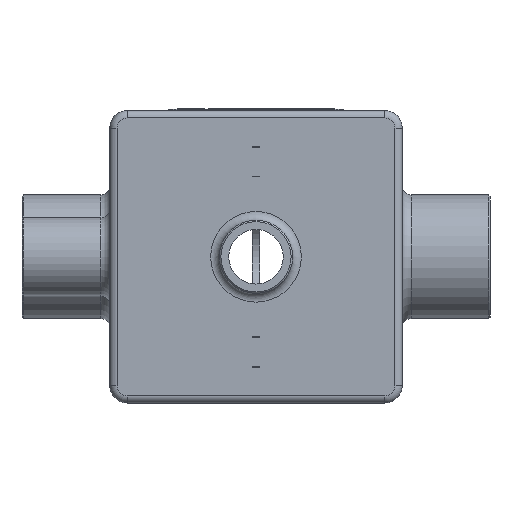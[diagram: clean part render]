
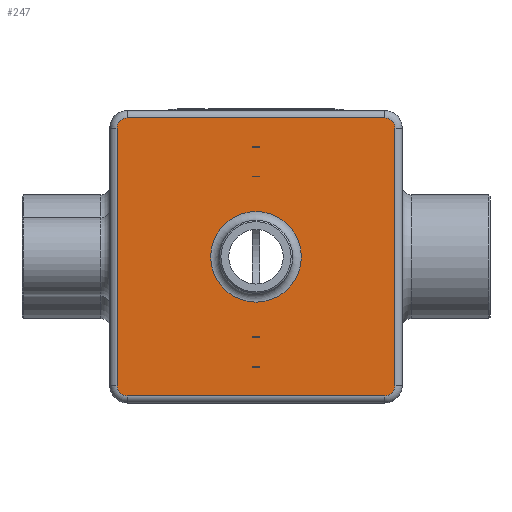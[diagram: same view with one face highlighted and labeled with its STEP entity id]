
A CAD part, front view. The second image highlights one B-rep face of the part: STEP entity #247.
In plain terms, the highlighted planar face has unit normal (0, -1, 0).
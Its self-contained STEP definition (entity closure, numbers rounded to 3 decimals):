
#247=ADVANCED_FACE('',(#5899,#5901,#5903,#5905,#5907,#5909),#5911,.T.);
#5899=FACE_BOUND('',#5900,.T.);
#5900=EDGE_LOOP('',(#12626,#12627,#12628,#12629,#12630,#12631,#12632,#12633));
#5901=FACE_BOUND('',#5902,.T.);
#5902=EDGE_LOOP('',(#12634));
#5903=FACE_BOUND('',#5904,.T.);
#5904=EDGE_LOOP('',(#12635,#12636,#12637,#12638));
#5905=FACE_BOUND('',#5906,.T.);
#5906=EDGE_LOOP('',(#12639,#12640,#12641,#12642));
#5907=FACE_BOUND('',#5908,.T.);
#5908=EDGE_LOOP('',(#12643,#12644,#12645,#12646));
#5909=FACE_BOUND('',#5910,.T.);
#5910=EDGE_LOOP('',(#12647,#12648,#12649,#12650));
#5911=PLANE('',#5912);
#5912=AXIS2_PLACEMENT_3D('',#5913,#5914,#5915);
#5913=CARTESIAN_POINT('',(20.,-3.,0.));
#5914=DIRECTION('',(0.,-1.,0.));
#5915=DIRECTION('',(0.,0.,1.));
#12626=ORIENTED_EDGE('',*,*,#15589,.F.);
#12627=ORIENTED_EDGE('',*,*,#15590,.T.);
#12628=ORIENTED_EDGE('',*,*,#15591,.F.);
#12629=ORIENTED_EDGE('',*,*,#15554,.T.);
#12630=ORIENTED_EDGE('',*,*,#15315,.F.);
#12631=ORIENTED_EDGE('',*,*,#15588,.T.);
#12632=ORIENTED_EDGE('',*,*,#15592,.F.);
#12633=ORIENTED_EDGE('',*,*,#15593,.T.);
#12634=ORIENTED_EDGE('',*,*,#15594,.F.);
#12635=ORIENTED_EDGE('',*,*,#15595,.T.);
#12636=ORIENTED_EDGE('',*,*,#15596,.T.);
#12637=ORIENTED_EDGE('',*,*,#15597,.T.);
#12638=ORIENTED_EDGE('',*,*,#15598,.F.);
#12639=ORIENTED_EDGE('',*,*,#15599,.T.);
#12640=ORIENTED_EDGE('',*,*,#15600,.T.);
#12641=ORIENTED_EDGE('',*,*,#15601,.F.);
#12642=ORIENTED_EDGE('',*,*,#15602,.T.);
#12643=ORIENTED_EDGE('',*,*,#15603,.T.);
#12644=ORIENTED_EDGE('',*,*,#15604,.T.);
#12645=ORIENTED_EDGE('',*,*,#15605,.T.);
#12646=ORIENTED_EDGE('',*,*,#15606,.F.);
#12647=ORIENTED_EDGE('',*,*,#15607,.T.);
#12648=ORIENTED_EDGE('',*,*,#15608,.T.);
#12649=ORIENTED_EDGE('',*,*,#15609,.F.);
#12650=ORIENTED_EDGE('',*,*,#15610,.T.);
#15315=EDGE_CURVE('',#16843,#16844,#16845,.F.);
#15554=EDGE_CURVE('',#17318,#16844,#17319,.T.);
#15588=EDGE_CURVE('',#16843,#17380,#17382,.T.);
#15589=EDGE_CURVE('',#17383,#17384,#17385,.F.);
#15590=EDGE_CURVE('',#17383,#17386,#17387,.T.);
#15591=EDGE_CURVE('',#17318,#17386,#17388,.F.);
#15592=EDGE_CURVE('',#17389,#17380,#17390,.F.);
#15593=EDGE_CURVE('',#17389,#17384,#17391,.T.);
#15594=EDGE_CURVE('',#17392,#17392,#17393,.T.);
#15595=EDGE_CURVE('',#17394,#17395,#17396,.F.);
#15596=EDGE_CURVE('',#17395,#17397,#17398,.F.);
#15597=EDGE_CURVE('',#17397,#17399,#17400,.F.);
#15598=EDGE_CURVE('',#17394,#17399,#17401,.F.);
#15599=EDGE_CURVE('',#17402,#17403,#17404,.F.);
#15600=EDGE_CURVE('',#17403,#17405,#17406,.F.);
#15601=EDGE_CURVE('',#17407,#17405,#17408,.F.);
#15602=EDGE_CURVE('',#17407,#17402,#17409,.F.);
#15603=EDGE_CURVE('',#17410,#17411,#17412,.F.);
#15604=EDGE_CURVE('',#17411,#17413,#17414,.F.);
#15605=EDGE_CURVE('',#17413,#17415,#17416,.F.);
#15606=EDGE_CURVE('',#17410,#17415,#17417,.F.);
#15607=EDGE_CURVE('',#17418,#17419,#17420,.F.);
#15608=EDGE_CURVE('',#17419,#17421,#17422,.F.);
#15609=EDGE_CURVE('',#17423,#17421,#17424,.F.);
#15610=EDGE_CURVE('',#17423,#17418,#17425,.F.);
#16843=VERTEX_POINT('',#19595);
#16844=VERTEX_POINT('',#19596);
#16845=LINE('',#19597,#19598);
#17318=VERTEX_POINT('',#22310);
#17319=CIRCLE('',#22311,3.5);
#17380=VERTEX_POINT('',#22449);
#17382=CIRCLE('',#22454,3.5);
#17383=VERTEX_POINT('',#22458);
#17384=VERTEX_POINT('',#22459);
#17385=LINE('',#22460,#22461);
#17386=VERTEX_POINT('',#22463);
#17387=CIRCLE('',#22464,3.5);
#17388=LINE('',#22468,#22469);
#17389=VERTEX_POINT('',#22471);
#17390=LINE('',#22472,#22473);
#17391=CIRCLE('',#22475,3.5);
#17392=VERTEX_POINT('',#22479);
#17393=CIRCLE('',#22480,15.5);
#17394=VERTEX_POINT('',#22484);
#17395=VERTEX_POINT('',#22485);
#17396=LINE('',#22486,#22487);
#17397=VERTEX_POINT('',#22489);
#17398=LINE('',#22490,#22491);
#17399=VERTEX_POINT('',#22493);
#17400=LINE('',#22494,#22495);
#17401=LINE('',#22497,#22498);
#17402=VERTEX_POINT('',#22500);
#17403=VERTEX_POINT('',#22501);
#17404=LINE('',#22502,#22503);
#17405=VERTEX_POINT('',#22505);
#17406=LINE('',#22506,#22507);
#17407=VERTEX_POINT('',#22509);
#17408=LINE('',#22510,#22511);
#17409=LINE('',#22513,#22514);
#17410=VERTEX_POINT('',#22516);
#17411=VERTEX_POINT('',#22517);
#17412=LINE('',#22518,#22519);
#17413=VERTEX_POINT('',#22521);
#17414=LINE('',#22522,#22523);
#17415=VERTEX_POINT('',#22525);
#17416=LINE('',#22526,#22527);
#17417=LINE('',#22529,#22530);
#17418=VERTEX_POINT('',#22532);
#17419=VERTEX_POINT('',#22533);
#17420=LINE('',#22534,#22535);
#17421=VERTEX_POINT('',#22537);
#17422=LINE('',#22538,#22539);
#17423=VERTEX_POINT('',#22541);
#17424=LINE('',#22542,#22543);
#17425=LINE('',#22545,#22546);
#19595=CARTESIAN_POINT('',(-34.,-3.,57.5));
#19596=CARTESIAN_POINT('',(54.,-3.,57.5));
#19597=CARTESIAN_POINT('',(54.,-3.,57.5));
#19598=VECTOR('',#19599,1.);
#19599=DIRECTION('',(-1.,0.,0.));
#22310=CARTESIAN_POINT('',(57.5,-3.,54.));
#22311=AXIS2_PLACEMENT_3D('',#22312,#22313,#22314);
#22312=CARTESIAN_POINT('',(54.,-3.,54.));
#22313=DIRECTION('',(0.,-1.,0.));
#22314=DIRECTION('',(1.,0.,0.));
#22449=CARTESIAN_POINT('',(-37.5,-3.,54.));
#22454=AXIS2_PLACEMENT_3D('',#22455,#22456,#22457);
#22455=CARTESIAN_POINT('',(-34.,-3.,54.));
#22456=DIRECTION('',(0.,-1.,0.));
#22457=DIRECTION('',(0.,0.,1.));
#22458=CARTESIAN_POINT('',(54.,-3.,-37.5));
#22459=CARTESIAN_POINT('',(-34.,-3.,-37.5));
#22460=CARTESIAN_POINT('',(-34.,-3.,-37.5));
#22461=VECTOR('',#22462,1.);
#22462=DIRECTION('',(1.,0.,0.));
#22463=CARTESIAN_POINT('',(57.5,-3.,-34.));
#22464=AXIS2_PLACEMENT_3D('',#22465,#22466,#22467);
#22465=CARTESIAN_POINT('',(54.,-3.,-34.));
#22466=DIRECTION('',(0.,-1.,0.));
#22467=DIRECTION('',(0.,0.,-1.));
#22468=CARTESIAN_POINT('',(57.5,-3.,-34.));
#22469=VECTOR('',#22470,1.);
#22470=DIRECTION('',(0.,0.,1.));
#22471=CARTESIAN_POINT('',(-37.5,-3.,-34.));
#22472=CARTESIAN_POINT('',(-37.5,-3.,54.));
#22473=VECTOR('',#22474,1.);
#22474=DIRECTION('',(0.,0.,-1.));
#22475=AXIS2_PLACEMENT_3D('',#22476,#22477,#22478);
#22476=CARTESIAN_POINT('',(-34.,-3.,-34.));
#22477=DIRECTION('',(0.,-1.,0.));
#22478=DIRECTION('',(-1.,0.,0.));
#22479=CARTESIAN_POINT('',(10.,-3.,-5.5));
#22480=AXIS2_PLACEMENT_3D('',#22481,#22482,#22483);
#22481=CARTESIAN_POINT('',(10.,-3.,10.));
#22482=DIRECTION('',(0.,-1.,0.));
#22483=DIRECTION('',(0.,0.,-1.));
#22484=CARTESIAN_POINT('',(8.8,-3.,-17.5));
#22485=CARTESIAN_POINT('',(8.8,-3.,-17.3));
#22486=CARTESIAN_POINT('',(8.8,-3.,-17.3));
#22487=VECTOR('',#22488,1.);
#22488=DIRECTION('',(0.,0.,-1.));
#22489=CARTESIAN_POINT('',(11.2,-3.,-17.3));
#22490=CARTESIAN_POINT('',(11.2,-3.,-17.3));
#22491=VECTOR('',#22492,1.);
#22492=DIRECTION('',(-1.,0.,0.));
#22493=CARTESIAN_POINT('',(11.2,-3.,-17.5));
#22494=CARTESIAN_POINT('',(11.2,-3.,-17.5));
#22495=VECTOR('',#22496,1.);
#22496=DIRECTION('',(0.,0.,1.));
#22497=CARTESIAN_POINT('',(11.2,-3.,-17.5));
#22498=VECTOR('',#22499,1.);
#22499=DIRECTION('',(-1.,0.,0.));
#22500=CARTESIAN_POINT('',(11.2,-3.,-27.7));
#22501=CARTESIAN_POINT('',(8.8,-3.,-27.7));
#22502=CARTESIAN_POINT('',(8.8,-3.,-27.7));
#22503=VECTOR('',#22504,1.);
#22504=DIRECTION('',(1.,0.,0.));
#22505=CARTESIAN_POINT('',(8.8,-3.,-27.5));
#22506=CARTESIAN_POINT('',(8.8,-3.,-27.5));
#22507=VECTOR('',#22508,1.);
#22508=DIRECTION('',(0.,0.,-1.));
#22509=CARTESIAN_POINT('',(11.2,-3.,-27.5));
#22510=CARTESIAN_POINT('',(8.8,-3.,-27.5));
#22511=VECTOR('',#22512,1.);
#22512=DIRECTION('',(1.,0.,0.));
#22513=CARTESIAN_POINT('',(11.2,-3.,-27.7));
#22514=VECTOR('',#22515,1.);
#22515=DIRECTION('',(0.,0.,1.));
#22516=CARTESIAN_POINT('',(8.8,-3.,47.5));
#22517=CARTESIAN_POINT('',(8.8,-3.,47.7));
#22518=CARTESIAN_POINT('',(8.8,-3.,47.7));
#22519=VECTOR('',#22520,1.);
#22520=DIRECTION('',(0.,0.,-1.));
#22521=CARTESIAN_POINT('',(11.2,-3.,47.7));
#22522=CARTESIAN_POINT('',(11.2,-3.,47.7));
#22523=VECTOR('',#22524,1.);
#22524=DIRECTION('',(-1.,0.,0.));
#22525=CARTESIAN_POINT('',(11.2,-3.,47.5));
#22526=CARTESIAN_POINT('',(11.2,-3.,47.5));
#22527=VECTOR('',#22528,1.);
#22528=DIRECTION('',(0.,0.,1.));
#22529=CARTESIAN_POINT('',(11.2,-3.,47.5));
#22530=VECTOR('',#22531,1.);
#22531=DIRECTION('',(-1.,0.,0.));
#22532=CARTESIAN_POINT('',(11.2,-3.,37.3));
#22533=CARTESIAN_POINT('',(8.8,-3.,37.3));
#22534=CARTESIAN_POINT('',(8.8,-3.,37.3));
#22535=VECTOR('',#22536,1.);
#22536=DIRECTION('',(1.,0.,0.));
#22537=CARTESIAN_POINT('',(8.8,-3.,37.5));
#22538=CARTESIAN_POINT('',(8.8,-3.,37.5));
#22539=VECTOR('',#22540,1.);
#22540=DIRECTION('',(0.,0.,-1.));
#22541=CARTESIAN_POINT('',(11.2,-3.,37.5));
#22542=CARTESIAN_POINT('',(8.8,-3.,37.5));
#22543=VECTOR('',#22544,1.);
#22544=DIRECTION('',(1.,0.,0.));
#22545=CARTESIAN_POINT('',(11.2,-3.,37.3));
#22546=VECTOR('',#22547,1.);
#22547=DIRECTION('',(0.,0.,1.));
